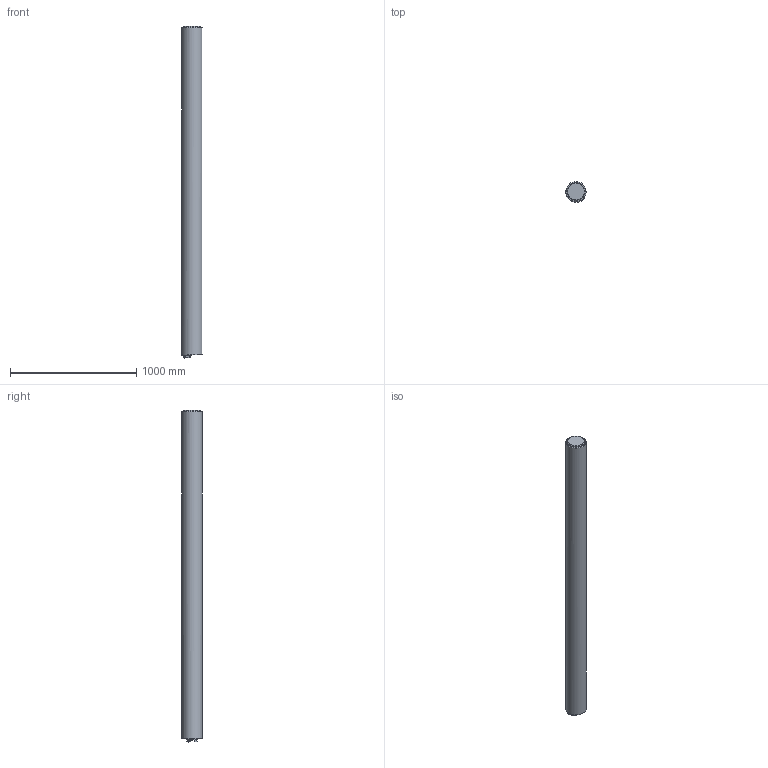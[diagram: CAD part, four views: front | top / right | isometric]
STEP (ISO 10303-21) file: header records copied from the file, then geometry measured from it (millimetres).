
FILE_DESCRIPTION(/* description */ (''),/* implementation_level */ '2;1');
FILE_NAME(/* name */ '1529149090846.stp',/* time_stamp */ '2018-06-16T13:38:20+02:00',/* author */ (''),/* organization */ ('SMS'),/* preprocessor_version */ 'ST-DEVELOPER v15',/* originating_system */ 'SIEMENS PLM Software NX 8.5',/* authorisation */ '');
FILE_SCHEMA (('AUTOMOTIVE_DESIGN { 1 0 10303 214 3 1 1 1 }'));
Length unit declared in the file: millimetre
Products named in the file (1): 570-3C_160_2600R
Bounding box: 160 x 160 x 2627.18 mm (x, y, z)
Volume: 52306789.7 mm3; surface area: 1354035.8 mm2
Topology: 1 solids, 3 shells, 87 faces, 210 edges, 138 vertices
Faces by surface type: plane 44, cylinder 24, cone 14, torus 5
Full cylindrical faces by diameter (mm): 3 x2, 3.3 x2, 5 x2, 10 x2, 16 x1, 80 x1, 140 x1, 160 x1
Entity records: 2365 total; most frequent: DIRECTION 432, CARTESIAN_POINT 392, ORIENTED_EDGE 340, AXIS2_PLACEMENT_3D 173, EDGE_CURVE 170, VERTEX_POINT 122, EDGE_LOOP 120, ADVANCED_FACE 87
